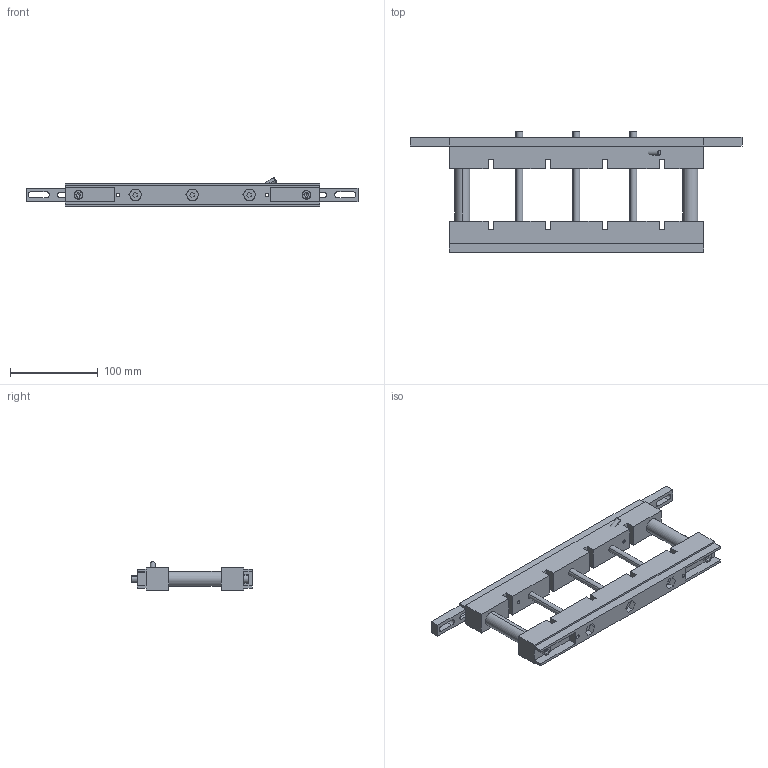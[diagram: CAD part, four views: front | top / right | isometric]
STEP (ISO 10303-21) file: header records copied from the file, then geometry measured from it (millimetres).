
FILE_DESCRIPTION(('STEP AP203'),'1');
FILE_NAME('rcbs1-6tn.stp','2024-06-10T09:52:46',('TraceParts'),('TraceParts S.A.'),'Spatial InterOp 3D',' ',' ');
FILE_SCHEMA(('CONFIG_CONTROL_DESIGN'));
Length unit declared in the file: millimetre
Products named in the file (1): 1
Bounding box: 378.65 x 137.6 x 32.51 mm (x, y, z)
Volume: 496875 mm3; surface area: 130390.3 mm2
Topology: 16 solids, 16 shells, 397 faces, 950 edges, 602 vertices
Faces by surface type: plane 243, cylinder 82, cone 64, torus 8
Entity records: 11836 total; most frequent: CARTESIAN_POINT 2413, DIRECTION 1936, ORIENTED_EDGE 1892, EDGE_CURVE 946, AXIS2_PLACEMENT_3D 661, LINE 614, VECTOR 614, VERTEX_POINT 602
